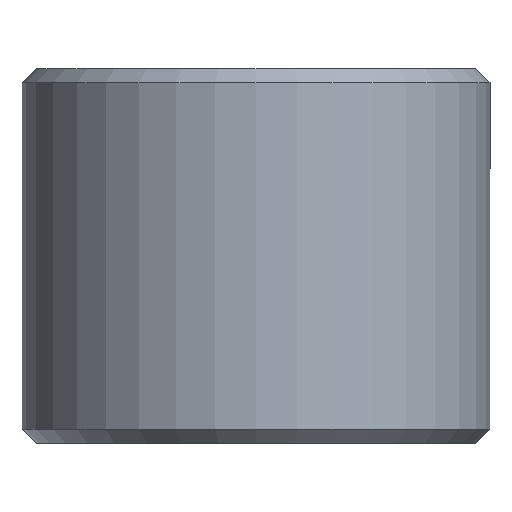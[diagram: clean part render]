
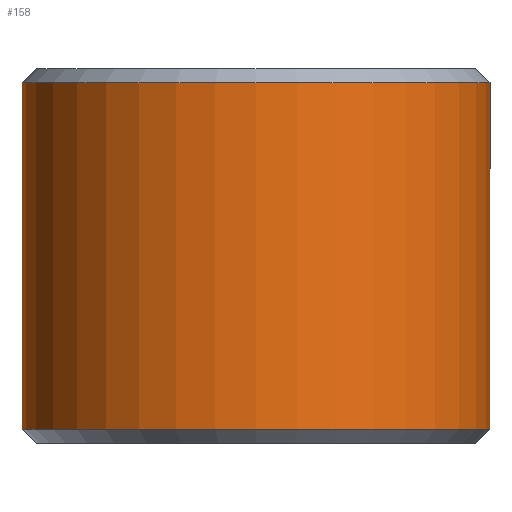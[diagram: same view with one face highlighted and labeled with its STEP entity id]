
A CAD part, front view. The second image highlights one B-rep face of the part: STEP entity #158.
In plain terms, the highlighted cylindrical face has radius 5 mm (diameter 10 mm), a full revolution.
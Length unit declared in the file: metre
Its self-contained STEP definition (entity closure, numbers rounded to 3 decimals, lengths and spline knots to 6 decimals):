
#158=ADVANCED_FACE('',(#178,#179),#180,.T.);
#178=FACE_OUTER_BOUND('',#203,.T.);
#179=FACE_OUTER_BOUND('',#204,.T.);
#180=CYLINDRICAL_SURFACE('',#205,0.005);
#203=EDGE_LOOP('',(#237));
#204=EDGE_LOOP('',(#238));
#205=AXIS2_PLACEMENT_3D('',#239,#240,#241);
#237=ORIENTED_EDGE('',*,*,#258,.T.);
#238=ORIENTED_EDGE('',*,*,#257,.F.);
#239=CARTESIAN_POINT('',(0.0,0.0,0.));
#240=DIRECTION('',(0.0,0.,-1.0));
#241=DIRECTION('',(0.0,1.0,0.));
#257=EDGE_CURVE('',#270,#270,#271,.T.);
#258=EDGE_CURVE('',#272,#272,#273,.T.);
#270=VERTEX_POINT('',#286);
#271=CIRCLE('',#287,0.005);
#272=VERTEX_POINT('',#288);
#273=CIRCLE('',#289,0.005);
#286=CARTESIAN_POINT('',(0.005,0.0,0.0003));
#287=AXIS2_PLACEMENT_3D('',#307,#308,#309);
#288=CARTESIAN_POINT('',(0.005,0.0,0.0077));
#289=AXIS2_PLACEMENT_3D('',#310,#311,#312);
#307=CARTESIAN_POINT('',(0.0,0.0,0.0003));
#308=DIRECTION('',(0.0,0.,-1.0));
#309=DIRECTION('',(0.0,1.0,0.));
#310=CARTESIAN_POINT('',(0.0,0.0,0.0077));
#311=DIRECTION('',(0.0,0.,-1.0));
#312=DIRECTION('',(0.0,1.0,0.));
